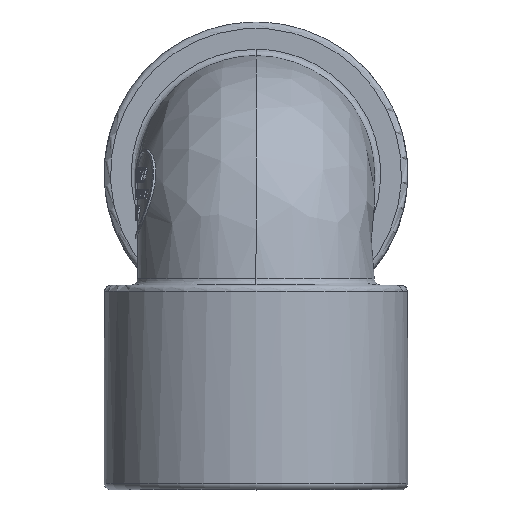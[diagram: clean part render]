
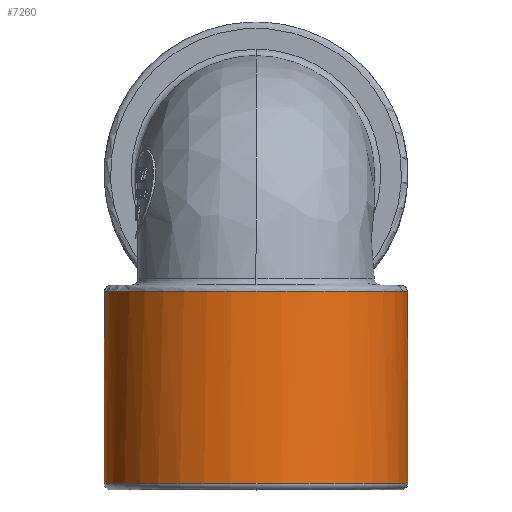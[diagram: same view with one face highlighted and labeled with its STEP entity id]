
A CAD part, top view. The second image highlights one B-rep face of the part: STEP entity #7260.
In plain terms, the highlighted cylindrical face has radius 19.05 mm (diameter 38.1 mm), a full revolution.
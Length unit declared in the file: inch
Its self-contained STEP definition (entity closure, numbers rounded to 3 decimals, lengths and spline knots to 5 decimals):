
#1090=ELLIPSE($,#7487,1.08298,0.75);
#1753=B_SPLINE_CURVE_WITH_KNOTS($,3,(#16540,#16541,#16542,#16543),
 .UNSPECIFIED.,.F.,.F.,(4,4),(-0.00252,0.),
 .UNSPECIFIED.);
#1756=B_SPLINE_CURVE_WITH_KNOTS($,3,(#16620,#16621,#16622,#16623),
 .UNSPECIFIED.,.F.,.F.,(4,4),(0.,0.00252),.UNSPECIFIED.);
#1770=B_SPLINE_CURVE_WITH_KNOTS($,3,(#16860,#16861,#16862,#16863),
 .UNSPECIFIED.,.F.,.F.,(4,4),(1.26081,1.4064),
 .UNSPECIFIED.);
#1771=B_SPLINE_CURVE_WITH_KNOTS($,3,(#16890,#16891,#16892,#16893),
 .UNSPECIFIED.,.F.,.F.,(4,4),(-1.40639,-1.26079),
 .UNSPECIFIED.);
#1820=CYLINDRICAL_SURFACE($,#7521,0.75);
#1879=FACE_BOUND($,#2735,.T.);
#2261=FACE_OUTER_BOUND($,#2734,.T.);
#2734=EDGE_LOOP($,(#6690,#6691,#6692,#6693,#6694,#6695));
#2735=EDGE_LOOP($,(#6696));
#2806=CIRCLE($,#7507,0.75);
#2813=CIRCLE($,#7520,0.75);
#3494=VERTEX_POINT($,#16497);
#3496=VERTEX_POINT($,#16538);
#3498=VERTEX_POINT($,#16589);
#3500=VERTEX_POINT($,#16618);
#3517=VERTEX_POINT($,#16858);
#3519=VERTEX_POINT($,#16866);
#3528=VERTEX_POINT($,#16935);
#4548=EDGE_CURVE($,#3496,#3494,#1753,.T.);
#4551=EDGE_CURVE($,#3498,#3496,#1090,.T.);
#4555=EDGE_CURVE($,#3500,#3498,#1756,.T.);
#4582=EDGE_CURVE($,#3517,#3500,#1770,.T.);
#4584=EDGE_CURVE($,#3519,#3517,#2806,.T.);
#4586=EDGE_CURVE($,#3494,#3519,#1771,.T.);
#4599=EDGE_CURVE($,#3528,#3528,#2813,.T.);
#6690=ORIENTED_EDGE($,*,*,#4555,.F.);
#6691=ORIENTED_EDGE($,*,*,#4582,.F.);
#6692=ORIENTED_EDGE($,*,*,#4584,.F.);
#6693=ORIENTED_EDGE($,*,*,#4586,.F.);
#6694=ORIENTED_EDGE($,*,*,#4548,.F.);
#6695=ORIENTED_EDGE($,*,*,#4551,.F.);
#6696=ORIENTED_EDGE($,*,*,#4599,.F.);
#7260=ADVANCED_FACE($,(#2261,#1879),#1820,.T.);
#7487=AXIS2_PLACEMENT_3D($,#16591,#8230,#8231);
#7507=AXIS2_PLACEMENT_3D($,#16868,#8274,#8275);
#7520=AXIS2_PLACEMENT_3D($,#16936,#8304,#8305);
#7521=AXIS2_PLACEMENT_3D($,#16937,#8306,#8307);
#8230=DIRECTION('center_axis',(0.,0.693,
-0.721));
#8231=DIRECTION('ref_axis',(0.,-0.721,-0.693));
#8274=DIRECTION('center_axis',(0.,1.,0.));
#8275=DIRECTION('ref_axis',(0.,0.,1.));
#8304=DIRECTION('center_axis',(0.,-1.,0.));
#8305=DIRECTION('ref_axis',(0.,0.,-1.));
#8306=DIRECTION('center_axis',(0.,1.,0.));
#8307=DIRECTION('ref_axis',(0.,0.,1.));
#16497=CARTESIAN_POINT('',(-0.51404,0.01712,0.03986));
#16538=CARTESIAN_POINT('',(-0.51347,0.01655,0.03933));
#16540=CARTESIAN_POINT('Ctrl Pts',(-0.51347,0.01655,
0.03933));
#16541=CARTESIAN_POINT('Ctrl Pts',(-0.51366,0.01674,
0.03951));
#16542=CARTESIAN_POINT('Ctrl Pts',(-0.51385,0.01693,
0.03969));
#16543=CARTESIAN_POINT('Ctrl Pts',(-0.51404,0.01712,
0.03986));
#16589=CARTESIAN_POINT('',(0.51347,0.01655,0.03933));
#16591=CARTESIAN_POINT('Origin',(0.,0.586,0.586));
#16618=CARTESIAN_POINT('',(0.51404,0.01712,0.03986));
#16620=CARTESIAN_POINT('Ctrl Pts',(0.51404,0.01712,
0.03986));
#16621=CARTESIAN_POINT('Ctrl Pts',(0.51385,0.01693,
0.03969));
#16622=CARTESIAN_POINT('Ctrl Pts',(0.51366,0.01674,
0.03951));
#16623=CARTESIAN_POINT('Ctrl Pts',(0.51347,0.01655,
0.03933));
#16858=CARTESIAN_POINT('',(0.55435,0.00375,0.08083));
#16860=CARTESIAN_POINT('Ctrl Pts',(0.55435,0.00375,
0.08083));
#16861=CARTESIAN_POINT('Ctrl Pts',(0.54092,0.00375,
0.06609));
#16862=CARTESIAN_POINT('Ctrl Pts',(0.52664,0.00762,
0.05172));
#16863=CARTESIAN_POINT('Ctrl Pts',(0.51404,0.01712,
0.03986));
#16866=CARTESIAN_POINT('',(-0.55435,0.00375,0.08083));
#16868=CARTESIAN_POINT('Origin',(0.,0.00375,0.586));
#16890=CARTESIAN_POINT('Ctrl Pts',(-0.51404,0.01712,
0.03986));
#16891=CARTESIAN_POINT('Ctrl Pts',(-0.52664,0.00762,
0.05172));
#16892=CARTESIAN_POINT('Ctrl Pts',(-0.54092,0.00375,
0.06609));
#16893=CARTESIAN_POINT('Ctrl Pts',(-0.55435,0.00375,
0.08083));
#16935=CARTESIAN_POINT('',(0.,-0.94375,1.336));
#16936=CARTESIAN_POINT('Origin',(0.,-0.94375,0.586));
#16937=CARTESIAN_POINT('Origin',(0.,-0.47,0.586));
